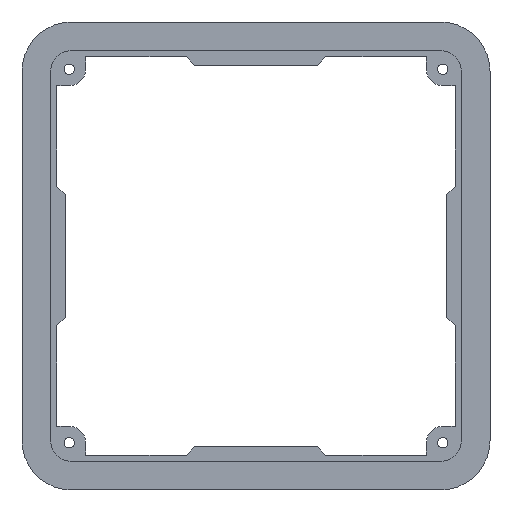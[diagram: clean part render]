
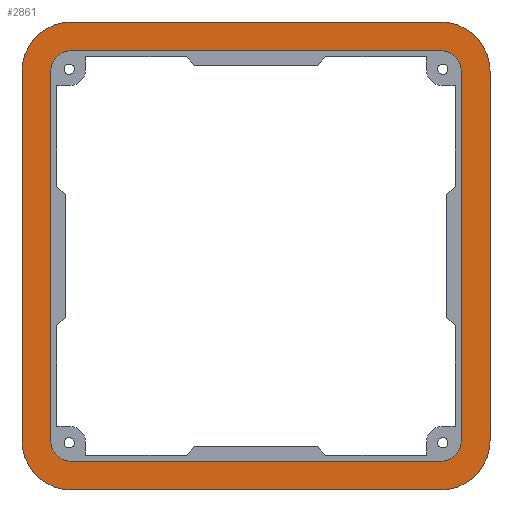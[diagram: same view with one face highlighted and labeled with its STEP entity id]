
A CAD part, front view. The second image highlights one B-rep face of the part: STEP entity #2861.
In plain terms, the highlighted planar face has unit normal (0, -1, 0).
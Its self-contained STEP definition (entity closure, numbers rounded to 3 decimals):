
#42=FACE_BOUND('',#445,.T.);
#123=PLANE('',#3072);
#268=FACE_OUTER_BOUND('',#444,.T.);
#444=EDGE_LOOP('',(#2418,#2419,#2420,#2421,#2422,#2423,#2424,#2425));
#445=EDGE_LOOP('',(#2426,#2427,#2428,#2429,#2430,#2431,#2432,#2433));
#559=LINE('',#4003,#909);
#574=LINE('',#4036,#924);
#588=LINE('',#4063,#938);
#602=LINE('',#4094,#952);
#756=LINE('',#4475,#1106);
#757=LINE('',#4476,#1107);
#758=LINE('',#4477,#1108);
#759=LINE('',#4478,#1109);
#909=VECTOR('',#3221,10.);
#924=VECTOR('',#3242,10.);
#938=VECTOR('',#3258,10.);
#952=VECTOR('',#3278,10.);
#1106=VECTOR('',#3646,10.);
#1107=VECTOR('',#3647,10.);
#1108=VECTOR('',#3648,10.);
#1109=VECTOR('',#3649,10.);
#1238=CIRCLE('',#2957,5.);
#1239=CIRCLE('',#2960,5.);
#1240=CIRCLE('',#2964,5.);
#1241=CIRCLE('',#2967,5.);
#1263=CIRCLE('',#3062,12.);
#1265=CIRCLE('',#3065,12.);
#1267=CIRCLE('',#3068,12.);
#1269=CIRCLE('',#3071,12.);
#1322=VERTEX_POINT('',#3995);
#1323=VERTEX_POINT('',#3996);
#1324=VERTEX_POINT('',#4001);
#1337=VERTEX_POINT('',#4029);
#1338=VERTEX_POINT('',#4030);
#1339=VERTEX_POINT('',#4035);
#1364=VERTEX_POINT('',#4089);
#1365=VERTEX_POINT('',#4093);
#1472=VERTEX_POINT('',#4442);
#1473=VERTEX_POINT('',#4444);
#1476=VERTEX_POINT('',#4451);
#1477=VERTEX_POINT('',#4453);
#1480=VERTEX_POINT('',#4460);
#1481=VERTEX_POINT('',#4462);
#1484=VERTEX_POINT('',#4469);
#1485=VERTEX_POINT('',#4471);
#1592=EDGE_CURVE('',#1322,#1323,#1238,.T.);
#1596=EDGE_CURVE('',#1323,#1324,#559,.T.);
#1609=EDGE_CURVE('',#1337,#1338,#1239,.T.);
#1612=EDGE_CURVE('',#1339,#1337,#574,.T.);
#1626=EDGE_CURVE('',#1338,#1322,#588,.T.);
#1639=EDGE_CURVE('',#1364,#1339,#1240,.T.);
#1641=EDGE_CURVE('',#1365,#1364,#602,.T.);
#1655=EDGE_CURVE('',#1324,#1365,#1241,.T.);
#1810=EDGE_CURVE('',#1473,#1472,#1263,.T.);
#1814=EDGE_CURVE('',#1477,#1476,#1265,.T.);
#1818=EDGE_CURVE('',#1481,#1480,#1267,.T.);
#1822=EDGE_CURVE('',#1485,#1484,#1269,.T.);
#1824=EDGE_CURVE('',#1472,#1477,#756,.F.);
#1825=EDGE_CURVE('',#1476,#1485,#757,.F.);
#1826=EDGE_CURVE('',#1484,#1481,#758,.F.);
#1827=EDGE_CURVE('',#1480,#1473,#759,.F.);
#2418=ORIENTED_EDGE('',*,*,#1810,.T.);
#2419=ORIENTED_EDGE('',*,*,#1824,.T.);
#2420=ORIENTED_EDGE('',*,*,#1814,.T.);
#2421=ORIENTED_EDGE('',*,*,#1825,.T.);
#2422=ORIENTED_EDGE('',*,*,#1822,.T.);
#2423=ORIENTED_EDGE('',*,*,#1826,.T.);
#2424=ORIENTED_EDGE('',*,*,#1818,.T.);
#2425=ORIENTED_EDGE('',*,*,#1827,.T.);
#2426=ORIENTED_EDGE('',*,*,#1609,.T.);
#2427=ORIENTED_EDGE('',*,*,#1626,.T.);
#2428=ORIENTED_EDGE('',*,*,#1592,.T.);
#2429=ORIENTED_EDGE('',*,*,#1596,.T.);
#2430=ORIENTED_EDGE('',*,*,#1655,.T.);
#2431=ORIENTED_EDGE('',*,*,#1641,.T.);
#2432=ORIENTED_EDGE('',*,*,#1639,.T.);
#2433=ORIENTED_EDGE('',*,*,#1612,.T.);
#2861=ADVANCED_FACE('',(#268,#42),#123,.T.);
#2957=AXIS2_PLACEMENT_3D('',#3997,#3214,#3215);
#2960=AXIS2_PLACEMENT_3D('',#4031,#3236,#3237);
#2964=AXIS2_PLACEMENT_3D('',#4090,#3273,#3274);
#2967=AXIS2_PLACEMENT_3D('',#4121,#3294,#3295);
#3062=AXIS2_PLACEMENT_3D('',#4445,#3617,#3618);
#3065=AXIS2_PLACEMENT_3D('',#4454,#3625,#3626);
#3068=AXIS2_PLACEMENT_3D('',#4463,#3633,#3634);
#3071=AXIS2_PLACEMENT_3D('',#4472,#3641,#3642);
#3072=AXIS2_PLACEMENT_3D('',#4474,#3644,#3645);
#3214=DIRECTION('center_axis',(0.,1.,0.));
#3215=DIRECTION('ref_axis',(-0.707,0.,-0.707));
#3221=DIRECTION('',(0.,0.,1.));
#3236=DIRECTION('center_axis',(0.,1.,0.));
#3237=DIRECTION('ref_axis',(0.707,0.,-0.707));
#3242=DIRECTION('',(0.,0.,-1.));
#3258=DIRECTION('',(-1.,0.,0.));
#3273=DIRECTION('center_axis',(0.,1.,0.));
#3274=DIRECTION('ref_axis',(0.707,0.,0.707));
#3278=DIRECTION('',(1.,0.,0.));
#3294=DIRECTION('center_axis',(0.,1.,0.));
#3295=DIRECTION('ref_axis',(-0.707,0.,0.707));
#3617=DIRECTION('center_axis',(0.,-1.,0.));
#3618=DIRECTION('ref_axis',(-1.,0.,0.));
#3625=DIRECTION('center_axis',(0.,-1.,0.));
#3626=DIRECTION('ref_axis',(-1.,0.,0.));
#3633=DIRECTION('center_axis',(0.,-1.,0.));
#3634=DIRECTION('ref_axis',(-1.,0.,0.));
#3641=DIRECTION('center_axis',(0.,-1.,0.));
#3642=DIRECTION('ref_axis',(-1.,0.,0.));
#3644=DIRECTION('center_axis',(0.,-1.,0.));
#3645=DIRECTION('ref_axis',(1.,0.,0.));
#3646=DIRECTION('',(0.,0.,-1.));
#3647=DIRECTION('',(1.,0.,0.));
#3648=DIRECTION('',(0.,0.,1.));
#3649=DIRECTION('',(-1.,0.,0.));
#3995=CARTESIAN_POINT('',(-45.,3.5,7.));
#3996=CARTESIAN_POINT('',(-50.,3.5,12.));
#3997=CARTESIAN_POINT('Origin',(-45.,3.5,12.));
#4001=CARTESIAN_POINT('',(-50.,3.5,102.));
#4003=CARTESIAN_POINT('',(-50.,3.5,77.));
#4029=CARTESIAN_POINT('',(50.,3.5,12.));
#4030=CARTESIAN_POINT('',(45.,3.5,7.));
#4031=CARTESIAN_POINT('Origin',(45.,3.5,12.));
#4035=CARTESIAN_POINT('',(50.,3.5,102.));
#4036=CARTESIAN_POINT('',(50.,3.5,37.));
#4063=CARTESIAN_POINT('',(-20.,3.5,7.));
#4089=CARTESIAN_POINT('',(45.,3.5,107.));
#4090=CARTESIAN_POINT('Origin',(45.,3.5,102.));
#4093=CARTESIAN_POINT('',(-45.,3.5,107.));
#4094=CARTESIAN_POINT('',(20.,3.5,107.));
#4121=CARTESIAN_POINT('Origin',(-45.,3.5,102.));
#4442=CARTESIAN_POINT('',(57.,3.5,12.));
#4444=CARTESIAN_POINT('',(45.,3.5,0.));
#4445=CARTESIAN_POINT('Origin',(45.,3.5,12.));
#4451=CARTESIAN_POINT('',(45.,3.5,114.));
#4453=CARTESIAN_POINT('',(57.,3.5,102.));
#4454=CARTESIAN_POINT('Origin',(45.,3.5,102.));
#4460=CARTESIAN_POINT('',(-45.,3.5,0.));
#4462=CARTESIAN_POINT('',(-57.,3.5,12.));
#4463=CARTESIAN_POINT('Origin',(-45.,3.5,12.));
#4469=CARTESIAN_POINT('',(-57.,3.5,102.));
#4471=CARTESIAN_POINT('',(-45.,3.5,114.));
#4472=CARTESIAN_POINT('Origin',(-45.,3.5,102.));
#4474=CARTESIAN_POINT('Origin',(0.,3.5,57.));
#4475=CARTESIAN_POINT('',(57.,3.5,37.));
#4476=CARTESIAN_POINT('',(20.,3.5,114.));
#4477=CARTESIAN_POINT('',(-57.,3.5,77.));
#4478=CARTESIAN_POINT('',(-20.,3.5,0.));
